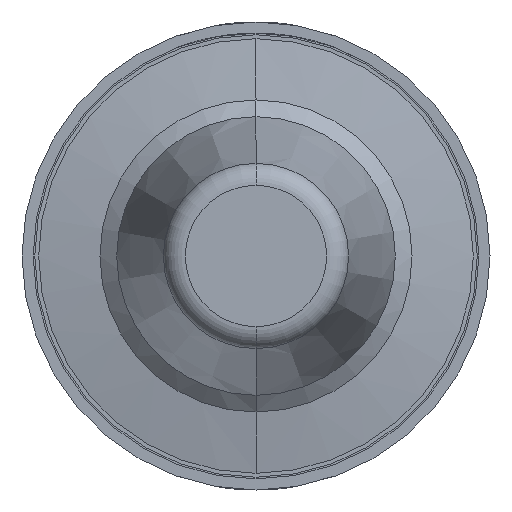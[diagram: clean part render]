
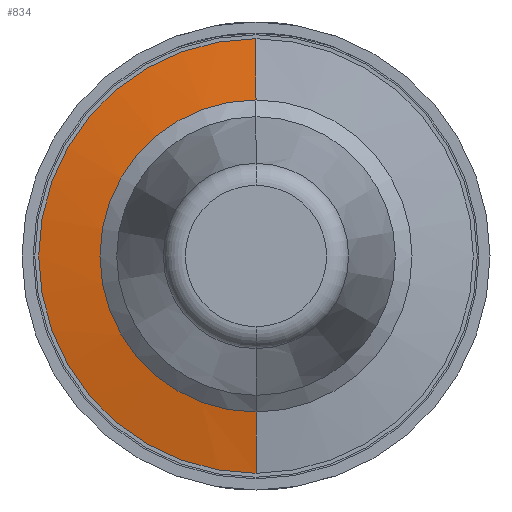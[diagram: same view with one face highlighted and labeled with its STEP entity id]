
A CAD part, front view. The second image highlights one B-rep face of the part: STEP entity #834.
In plain terms, the highlighted conical face has half-angle 80.134 degrees and reference radius 0.8 mm.
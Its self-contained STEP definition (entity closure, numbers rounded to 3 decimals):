
#146 = CARTESIAN_POINT ( 'NONE',  ( 0., -41.586, -0.883 ) ) ;
#511 = ORIENTED_EDGE ( 'NONE', *, *, #5339, .T. ) ;
#660 = VERTEX_POINT ( 'NONE', #3000 ) ;
#834 = ADVANCED_FACE ( 'Defeature ausgef�hrt1_26', ( #3601 ), #4630, .T. ) ;
#929 = CARTESIAN_POINT ( 'NONE',  ( 0., -41.6, -0.8 ) ) ;
#930 = AXIS2_PLACEMENT_3D ( 'NONE', #5071, #2088, #5606 ) ;
#1012 = DIRECTION ( 'NONE',  ( 0., 0.171, -0.985 ) ) ;
#1255 = VECTOR ( 'NONE', #4732, 1000. ) ;
#1353 = AXIS2_PLACEMENT_3D ( 'NONE', #2882, #1388, #3378 ) ;
#1388 = DIRECTION ( 'NONE',  ( 0., 1., 0. ) ) ;
#1809 = EDGE_CURVE ( 'NONE', #6326, #3661, #5399, .T. ) ;
#2088 = DIRECTION ( 'NONE',  ( 0., 1., 0. ) ) ;
#2448 = CARTESIAN_POINT ( 'NONE',  ( 0., -41.6, 0. ) ) ;
#2566 = CIRCLE ( 'NONE', #930, 1.95 ) ;
#2569 = VECTOR ( 'NONE', #1012, 1000. ) ;
#2570 = LINE ( 'NONE', #4780, #1255 ) ;
#2665 = ORIENTED_EDGE ( 'NONE', *, *, #5106, .F. ) ;
#2732 = ORIENTED_EDGE ( 'NONE', *, *, #1809, .F. ) ;
#2882 = CARTESIAN_POINT ( 'NONE',  ( 0., -41.586, 0. ) ) ;
#3000 = CARTESIAN_POINT ( 'NONE',  ( 0., -41.4, 1.95 ) ) ;
#3092 = EDGE_LOOP ( 'NONE', ( #511, #5881, #2665, #2732 ) ) ;
#3378 = DIRECTION ( 'NONE',  ( 0., 0., -1. ) ) ;
#3601 = FACE_OUTER_BOUND ( 'NONE', #3092, .T. ) ;
#3661 = VERTEX_POINT ( 'NONE', #5041 ) ;
#3920 = CARTESIAN_POINT ( 'NONE',  ( 0., -41.586, 0.883 ) ) ;
#4630 = CONICAL_SURFACE ( 'NONE', #6188, 0.8, 1.399 ) ;
#4732 = DIRECTION ( 'NONE',  ( 0., 0.171, 0.985 ) ) ;
#4780 = CARTESIAN_POINT ( 'NONE',  ( 0., -41.6, 0.8 ) ) ;
#4811 = EDGE_CURVE ( 'NONE', #5037, #660, #2570, .T. ) ;
#5037 = VERTEX_POINT ( 'NONE', #3920 ) ;
#5041 = CARTESIAN_POINT ( 'NONE',  ( 0., -41.4, -1.95 ) ) ;
#5071 = CARTESIAN_POINT ( 'NONE',  ( 0., -41.4, 0. ) ) ;
#5106 = EDGE_CURVE ( 'Defeature ausgef�hrt1_25+Defeature ausgef�hrt1_26+Defeature ausgef�hrt1_26+Defeature ausgef�hrt1_26', #3661, #660, #2566, .T. ) ;
#5339 = EDGE_CURVE ( 'Defeature ausgef�hrt1_26+Defeature ausgef�hrt1_22+Defeature ausgef�hrt1_22+Defeature ausgef�hrt1_22', #6326, #5037, #5797, .T. ) ;
#5399 = LINE ( 'NONE', #929, #2569 ) ;
#5606 = DIRECTION ( 'NONE',  ( 0., 0., -1. ) ) ;
#5725 = DIRECTION ( 'NONE',  ( 0., 1., 0. ) ) ;
#5797 = CIRCLE ( 'NONE', #1353, 0.883 ) ;
#5881 = ORIENTED_EDGE ( 'NONE', *, *, #4811, .T. ) ;
#6188 = AXIS2_PLACEMENT_3D ( 'NONE', #2448, #5725, #6213 ) ;
#6213 = DIRECTION ( 'NONE',  ( 0., 0., -1. ) ) ;
#6326 = VERTEX_POINT ( 'NONE', #146 ) ;
